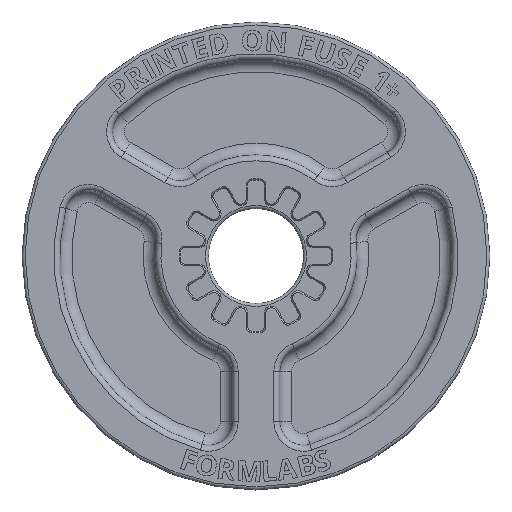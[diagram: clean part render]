
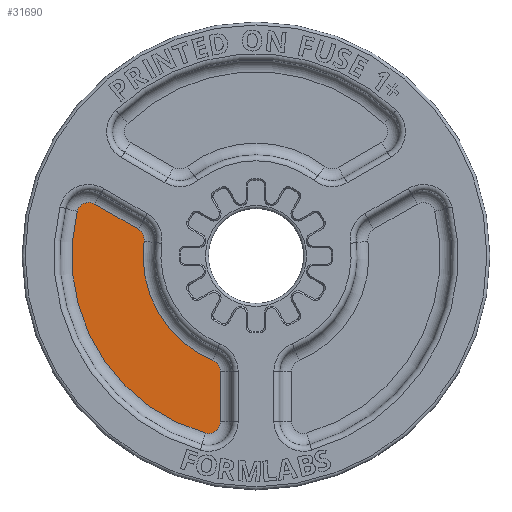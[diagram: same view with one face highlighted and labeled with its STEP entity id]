
A CAD part, top view. The second image highlights one B-rep face of the part: STEP entity #31690.
In plain terms, the highlighted planar face has unit normal (0, 0, 1).
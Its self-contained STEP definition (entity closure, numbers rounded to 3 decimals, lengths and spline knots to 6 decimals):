
#1045=PLANE('',#34289);
#2341=CIRCLE('',#34290,0.002);
#2342=CIRCLE('',#34291,0.002);
#2343=CIRCLE('',#34292,0.031);
#2344=CIRCLE('',#34293,0.002);
#2345=CIRCLE('',#34294,0.002);
#2346=CIRCLE('',#34295,0.019);
#6237=ORIENTED_EDGE('',*,*,#14892,.T.);
#6238=ORIENTED_EDGE('',*,*,#14893,.T.);
#6239=ORIENTED_EDGE('',*,*,#14894,.T.);
#6240=ORIENTED_EDGE('',*,*,#14895,.T.);
#6241=ORIENTED_EDGE('',*,*,#14896,.T.);
#6242=ORIENTED_EDGE('',*,*,#14897,.T.);
#6243=ORIENTED_EDGE('',*,*,#14898,.T.);
#6244=ORIENTED_EDGE('',*,*,#14899,.T.);
#14892=EDGE_CURVE('',#19256,#19257,#2341,.T.);
#14893=EDGE_CURVE('',#19257,#19258,#22101,.T.);
#14894=EDGE_CURVE('',#19258,#19259,#2342,.T.);
#14895=EDGE_CURVE('',#19259,#19260,#2343,.T.);
#14896=EDGE_CURVE('',#19260,#19261,#2344,.T.);
#14897=EDGE_CURVE('',#19261,#19262,#22102,.F.);
#14898=EDGE_CURVE('',#19262,#19263,#2345,.T.);
#14899=EDGE_CURVE('',#19263,#19256,#2346,.F.);
#19256=VERTEX_POINT('',#49416);
#19257=VERTEX_POINT('',#49417);
#19258=VERTEX_POINT('',#49419);
#19259=VERTEX_POINT('',#49421);
#19260=VERTEX_POINT('',#49423);
#19261=VERTEX_POINT('',#49425);
#19262=VERTEX_POINT('',#49427);
#19263=VERTEX_POINT('',#49429);
#22101=LINE('',#49418,#24935);
#22102=LINE('',#49426,#24936);
#24935=VECTOR('',#39889,1.);
#24936=VECTOR('',#39896,1.);
#27264=EDGE_LOOP('',(#6237,#6238,#6239,#6240,#6241,#6242,#6243,#6244));
#29144=FACE_BOUND('',#27264,.T.);
#31690=ADVANCED_FACE('',(#29144),#1045,.T.);
#34289=AXIS2_PLACEMENT_3D('',#49414,#39885,#39886);
#34290=AXIS2_PLACEMENT_3D('',#49415,#39887,#39888);
#34291=AXIS2_PLACEMENT_3D('',#49420,#39890,#39891);
#34292=AXIS2_PLACEMENT_3D('',#49422,#39892,#39893);
#34293=AXIS2_PLACEMENT_3D('',#49424,#39894,#39895);
#34294=AXIS2_PLACEMENT_3D('',#49428,#39897,#39898);
#34295=AXIS2_PLACEMENT_3D('',#49430,#39899,#39900);
#39885=DIRECTION('',(0.,0.,1.));
#39886=DIRECTION('',(1.,0.,0.));
#39887=DIRECTION('',(0.,0.,1.));
#39888=DIRECTION('',(1.,0.,0.));
#39889=DIRECTION('',(-0.866,0.5,0.));
#39890=DIRECTION('',(0.,0.,1.));
#39891=DIRECTION('',(1.,0.,0.));
#39892=DIRECTION('',(0.,0.,1.));
#39893=DIRECTION('',(1.,0.,0.));
#39894=DIRECTION('',(0.,0.,1.));
#39895=DIRECTION('',(1.,0.,0.));
#39896=DIRECTION('',(0.,-1.,0.));
#39897=DIRECTION('',(0.,0.,1.));
#39898=DIRECTION('',(1.,0.,0.));
#39899=DIRECTION('',(0.,0.,1.));
#39900=DIRECTION('',(1.,0.,0.));
#49414=CARTESIAN_POINT('',(0.,0.,0.011225));
#49415=CARTESIAN_POINT('',(-0.020815,0.00278,0.011225));
#49416=CARTESIAN_POINT('',(-0.018833,0.002515,0.011225));
#49417=CARTESIAN_POINT('',(-0.019815,0.004512,0.011225));
#49418=CARTESIAN_POINT('',(-0.003,-0.005196,0.011225));
#49419=CARTESIAN_POINT('',(-0.02714,0.008741,0.011225));
#49420=CARTESIAN_POINT('',(-0.02814,0.007009,0.011225));
#49421=CARTESIAN_POINT('',(-0.030081,0.007493,0.011225));
#49422=CARTESIAN_POINT('',(0.,0.,0.011225));
#49423=CARTESIAN_POINT('',(-0.008552,-0.029797,0.011225));
#49424=CARTESIAN_POINT('',(-0.008,-0.027875,0.011225));
#49425=CARTESIAN_POINT('',(-0.006,-0.027875,0.011225));
#49426=CARTESIAN_POINT('',(-0.006,-0.019416,0.011225));
#49427=CARTESIAN_POINT('',(-0.006,-0.019416,0.011225));
#49428=CARTESIAN_POINT('',(-0.008,-0.019416,0.011225));
#49429=CARTESIAN_POINT('',(-0.007238,-0.017567,0.011225));
#49430=CARTESIAN_POINT('',(0.,0.,0.011225));
